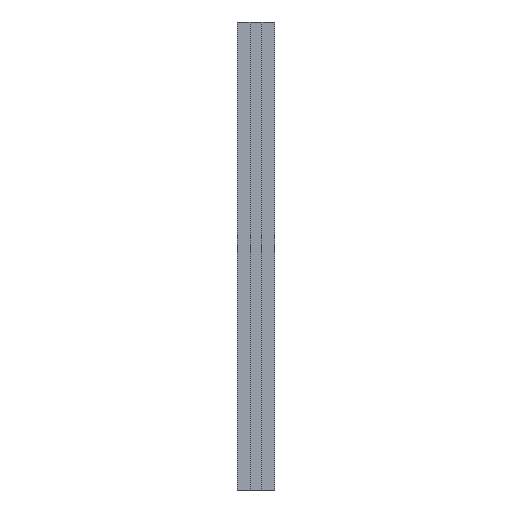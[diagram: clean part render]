
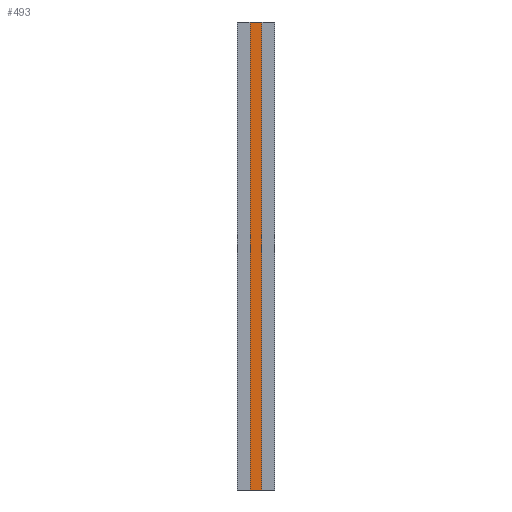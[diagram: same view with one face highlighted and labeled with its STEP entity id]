
A CAD part, front view. The second image highlights one B-rep face of the part: STEP entity #493.
In plain terms, the highlighted planar face has unit normal (0, -1, 0).
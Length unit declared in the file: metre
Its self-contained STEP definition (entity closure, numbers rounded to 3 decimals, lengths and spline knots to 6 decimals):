
#96 = CARTESIAN_POINT ( 'NONE',  ( 0.01295, 0.0061, 0.25 ) ) ;
#97 = VERTEX_POINT ( 'NONE', #1457 ) ;
#118 = VECTOR ( 'NONE', #1038, 1. ) ;
#142 = PLANE ( 'NONE',  #651 ) ;
#195 = CARTESIAN_POINT ( 'NONE',  ( 0.01295, 0.0061, 0. ) ) ;
#239 = VERTEX_POINT ( 'NONE', #571 ) ;
#270 = DIRECTION ( 'NONE',  ( -1., 0., 0. ) ) ;
#294 = ORIENTED_EDGE ( 'NONE', *, *, #1143, .T. ) ;
#303 = ORIENTED_EDGE ( 'NONE', *, *, #1436, .F. ) ;
#312 = VECTOR ( 'NONE', #480, 1. ) ;
#332 = ORIENTED_EDGE ( 'NONE', *, *, #978, .T. ) ;
#362 = CARTESIAN_POINT ( 'NONE',  ( 0.01295, 0.0061, 0.25 ) ) ;
#480 = DIRECTION ( 'NONE',  ( 1., 0., 0. ) ) ;
#493 = ADVANCED_FACE ( 'NONE', ( #1533 ), #142, .F. ) ;
#521 = CARTESIAN_POINT ( 'NONE',  ( 0.00705, 0.0061, 0.25 ) ) ;
#571 = CARTESIAN_POINT ( 'NONE',  ( 0.01295, 0.0061, 0. ) ) ;
#651 = AXIS2_PLACEMENT_3D ( 'NONE', #1024, #896, #270 ) ;
#719 = DIRECTION ( 'NONE',  ( 1., 0., 0. ) ) ;
#800 = CARTESIAN_POINT ( 'NONE',  ( 0.01295, 0.0061, 0.25 ) ) ;
#805 = VERTEX_POINT ( 'NONE', #362 ) ;
#850 = LINE ( 'NONE', #195, #1311 ) ;
#896 = DIRECTION ( 'NONE',  ( 0., 1., 0. ) ) ;
#917 = CARTESIAN_POINT ( 'NONE',  ( 0.00705, 0.0061, 0.25 ) ) ;
#978 = EDGE_CURVE ( 'NONE', #1043, #97, #1423, .T. ) ;
#992 = EDGE_LOOP ( 'NONE', ( #294, #1058, #303, #332 ) ) ;
#1008 = EDGE_CURVE ( 'NONE', #805, #239, #1154, .T. ) ;
#1024 = CARTESIAN_POINT ( 'NONE',  ( 0.01295, 0.0061, 0.25 ) ) ;
#1038 = DIRECTION ( 'NONE',  ( 0., 0., -1. ) ) ;
#1043 = VERTEX_POINT ( 'NONE', #917 ) ;
#1058 = ORIENTED_EDGE ( 'NONE', *, *, #1008, .F. ) ;
#1143 = EDGE_CURVE ( 'NONE', #97, #239, #850, .T. ) ;
#1154 = LINE ( 'NONE', #800, #1277 ) ;
#1170 = DIRECTION ( 'NONE',  ( 0., 0., -1. ) ) ;
#1277 = VECTOR ( 'NONE', #1170, 1. ) ;
#1311 = VECTOR ( 'NONE', #719, 1. ) ;
#1423 = LINE ( 'NONE', #521, #118 ) ;
#1436 = EDGE_CURVE ( 'NONE', #1043, #805, #1458, .T. ) ;
#1457 = CARTESIAN_POINT ( 'NONE',  ( 0.00705, 0.0061, 0. ) ) ;
#1458 = LINE ( 'NONE', #96, #312 ) ;
#1533 = FACE_OUTER_BOUND ( 'NONE', #992, .T. ) ;
